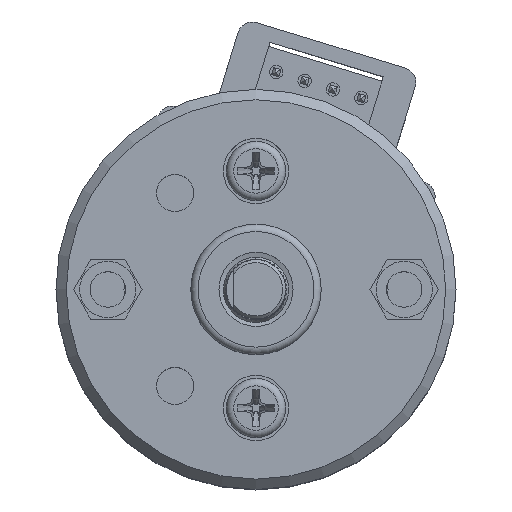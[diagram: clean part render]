
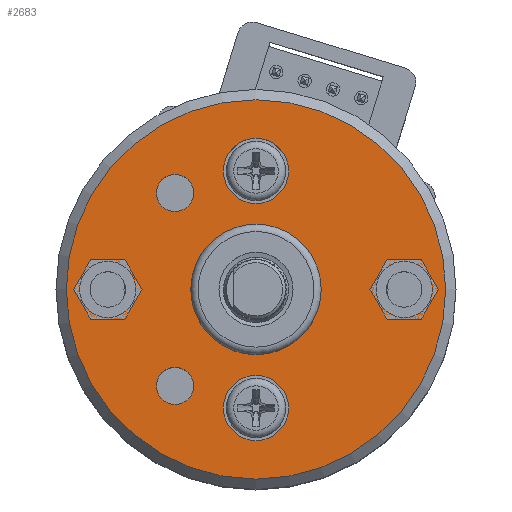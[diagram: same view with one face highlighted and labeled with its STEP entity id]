
A CAD part, top view. The second image highlights one B-rep face of the part: STEP entity #2683.
In plain terms, the highlighted planar face has unit normal (0, 0, 1).
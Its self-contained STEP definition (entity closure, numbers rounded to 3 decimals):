
#1274=FACE_BOUND('',#4903,.T.);
#1275=FACE_BOUND('',#4904,.T.);
#1276=FACE_BOUND('',#4905,.T.);
#1277=FACE_BOUND('',#4906,.T.);
#1278=FACE_BOUND('',#4907,.T.);
#1279=FACE_BOUND('',#4908,.T.);
#1280=FACE_BOUND('',#4909,.T.);
#1281=FACE_BOUND('',#4910,.T.);
#1892=CIRCLE('',#15042,1.25);
#1893=CIRCLE('',#15043,1.25);
#1894=CIRCLE('',#15044,12.8);
#1895=CIRCLE('',#15045,2.2);
#1896=CIRCLE('',#15046,2.2);
#1897=CIRCLE('',#15047,4.4);
#1898=CIRCLE('',#15048,1.9);
#1899=CIRCLE('',#15049,1.9);
#2683=ADVANCED_FACE('',(#1274,#1275,#1276,#1277,#1278,#1279,#1280,#1281),
#3272,.T.);
#3272=PLANE('',#15050);
#4903=EDGE_LOOP('',(#8300));
#4904=EDGE_LOOP('',(#8301));
#4905=EDGE_LOOP('',(#8302));
#4906=EDGE_LOOP('',(#8303));
#4907=EDGE_LOOP('',(#8304));
#4908=EDGE_LOOP('',(#8305));
#4909=EDGE_LOOP('',(#8306));
#4910=EDGE_LOOP('',(#8307));
#8300=ORIENTED_EDGE('',*,*,#11456,.T.);
#8301=ORIENTED_EDGE('',*,*,#11457,.T.);
#8302=ORIENTED_EDGE('',*,*,#11458,.T.);
#8303=ORIENTED_EDGE('',*,*,#11459,.T.);
#8304=ORIENTED_EDGE('',*,*,#11460,.T.);
#8305=ORIENTED_EDGE('',*,*,#11461,.F.);
#8306=ORIENTED_EDGE('',*,*,#11462,.T.);
#8307=ORIENTED_EDGE('',*,*,#11463,.T.);
#9720=VERTEX_POINT('',#25012);
#9721=VERTEX_POINT('',#25014);
#9722=VERTEX_POINT('',#25016);
#9723=VERTEX_POINT('',#25018);
#9724=VERTEX_POINT('',#25020);
#9725=VERTEX_POINT('',#25022);
#9726=VERTEX_POINT('',#25024);
#9727=VERTEX_POINT('',#25026);
#11456=EDGE_CURVE('',#9720,#9720,#1892,.T.);
#11457=EDGE_CURVE('',#9721,#9721,#1893,.T.);
#11458=EDGE_CURVE('',#9722,#9722,#1894,.T.);
#11459=EDGE_CURVE('',#9723,#9723,#1895,.T.);
#11460=EDGE_CURVE('',#9724,#9724,#1896,.T.);
#11461=EDGE_CURVE('',#9725,#9725,#1897,.T.);
#11462=EDGE_CURVE('',#9726,#9726,#1898,.T.);
#11463=EDGE_CURVE('',#9727,#9727,#1899,.T.);
#15042=AXIS2_PLACEMENT_3D('',#25011,#18741,#18742);
#15043=AXIS2_PLACEMENT_3D('',#25013,#18743,#18744);
#15044=AXIS2_PLACEMENT_3D('',#25015,#18745,#18746);
#15045=AXIS2_PLACEMENT_3D('',#25017,#18747,#18748);
#15046=AXIS2_PLACEMENT_3D('',#25019,#18749,#18750);
#15047=AXIS2_PLACEMENT_3D('',#25021,#18751,#18752);
#15048=AXIS2_PLACEMENT_3D('',#25023,#18753,#18754);
#15049=AXIS2_PLACEMENT_3D('',#25025,#18755,#18756);
#15050=AXIS2_PLACEMENT_3D('',#25027,#18757,#18758);
#18741=DIRECTION('',(0.,0.,-1.));
#18742=DIRECTION('',(0.,1.,0.));
#18743=DIRECTION('',(0.,0.,-1.));
#18744=DIRECTION('',(0.,1.,0.));
#18745=DIRECTION('',(0.,0.,1.));
#18746=DIRECTION('',(0.,-1.,0.));
#18747=DIRECTION('',(0.,0.,-1.));
#18748=DIRECTION('',(0.,1.,0.));
#18749=DIRECTION('',(0.,0.,-1.));
#18750=DIRECTION('',(0.,1.,0.));
#18751=DIRECTION('',(0.,0.,1.));
#18752=DIRECTION('',(0.,-1.,0.));
#18753=DIRECTION('',(0.,0.,-1.));
#18754=DIRECTION('',(0.,1.,0.));
#18755=DIRECTION('',(0.,0.,-1.));
#18756=DIRECTION('',(0.,1.,0.));
#18757=DIRECTION('',(0.,0.,1.));
#18758=DIRECTION('',(0.,-1.,0.));
#25011=CARTESIAN_POINT('',(-5.464,-6.511,13.2));
#25012=CARTESIAN_POINT('',(-5.464,-5.261,13.2));
#25013=CARTESIAN_POINT('',(-5.464,6.511,13.2));
#25014=CARTESIAN_POINT('',(-5.464,7.761,13.2));
#25015=CARTESIAN_POINT('',(0.,0.,13.2));
#25016=CARTESIAN_POINT('',(0.,-12.8,13.2));
#25017=CARTESIAN_POINT('',(0.,8.,13.2));
#25018=CARTESIAN_POINT('',(0.,10.2,13.2));
#25019=CARTESIAN_POINT('',(0.,-8.,13.2));
#25020=CARTESIAN_POINT('',(0.,-5.8,13.2));
#25021=CARTESIAN_POINT('',(0.,0.,
13.2));
#25022=CARTESIAN_POINT('',(0.,-4.4,13.2));
#25023=CARTESIAN_POINT('',(10.,0.,13.2));
#25024=CARTESIAN_POINT('',(10.,1.9,13.2));
#25025=CARTESIAN_POINT('',(-10.,0.,13.2));
#25026=CARTESIAN_POINT('',(-10.,1.9,13.2));
#25027=CARTESIAN_POINT('',(0.,0.,13.2));
